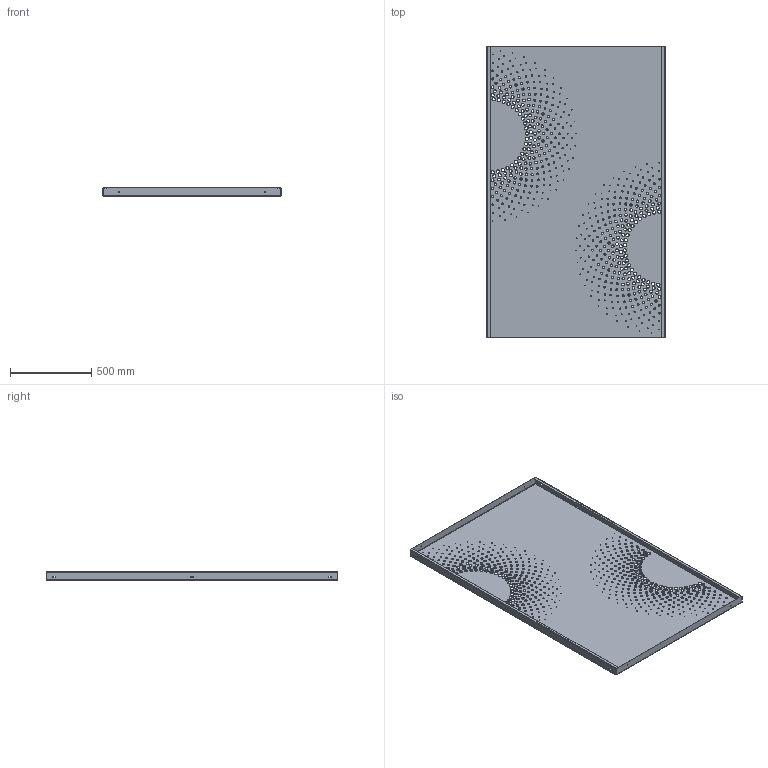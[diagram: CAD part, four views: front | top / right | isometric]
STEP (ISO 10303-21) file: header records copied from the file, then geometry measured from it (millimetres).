
FILE_DESCRIPTION (( 'STEP AP203' ), '1' );
FILE_NAME ('CPA02.4.STEP', '2019-09-26T11:19:16', ( '' ), ( '' ), 'SwSTEP 2.0', 'SolidWorks 2019', '' );
FILE_SCHEMA (( 'CONFIG_CONTROL_DESIGN' ));
Products named in the file (1): CPA02.4
Bounding box: 1100 x 1800 x 50 mm (x, y, z)
Volume: 4463066.1 mm3; surface area: 4504159 mm2
Topology: 1 solids, 1 shells, 1451 faces, 4299 edges, 2850 vertices
Faces by surface type: bspline 1344, plane 71, cylinder 36
Entity records: 94470 total; most frequent: CARTESIAN_POINT 62611, ORIENTED_EDGE 8598, EDGE_CURVE 4299, VERTEX_POINT 2850, B_SPLINE_CURVE_WITH_KNOTS 2689, EDGE_LOOP 2615, DIRECTION 1882, VECTOR 1554
